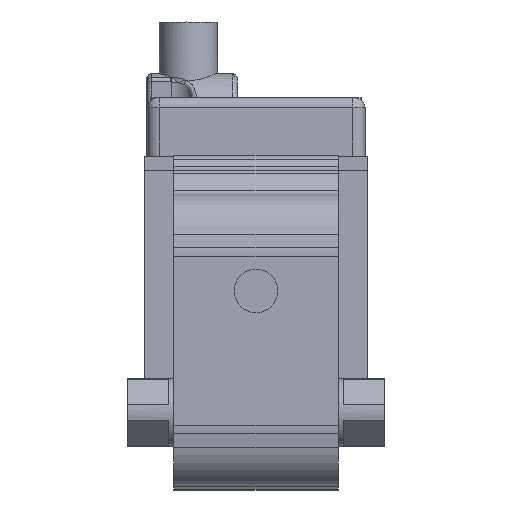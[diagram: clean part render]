
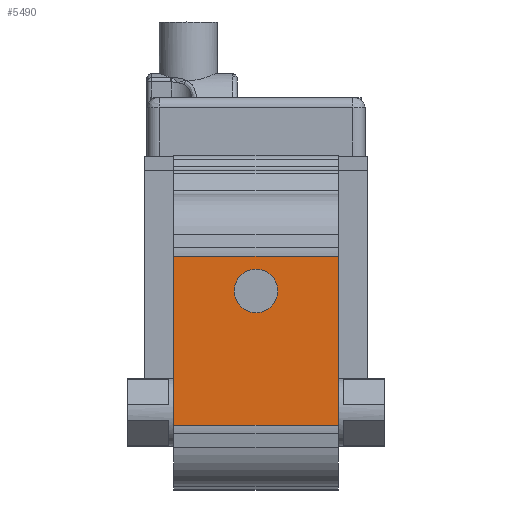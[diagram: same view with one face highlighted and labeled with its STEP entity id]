
A CAD part, top view. The second image highlights one B-rep face of the part: STEP entity #5490.
In plain terms, the highlighted planar face has unit normal (0, 0, 1).
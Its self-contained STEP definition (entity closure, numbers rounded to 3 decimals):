
#213=FACE_BOUND('',#1266,.T.);
#214=FACE_BOUND('',#1267,.T.);
#276=CIRCLE('',#5678,4.5);
#1266=EDGE_LOOP('',(#4404));
#1267=EDGE_LOOP('',(#4405,#4406,#4407,#4408));
#1616=LINE('',#8626,#2063);
#1684=LINE('',#8840,#2131);
#1718=LINE('',#8916,#2165);
#1719=LINE('',#8918,#2166);
#2063=VECTOR('',#6965,34.829);
#2131=VECTOR('',#7173,34.829);
#2165=VECTOR('',#7253,34.);
#2166=VECTOR('',#7256,34.);
#2388=VERTEX_POINT('',#8095);
#2564=VERTEX_POINT('',#8623);
#2565=VERTEX_POINT('',#8625);
#2640=VERTEX_POINT('',#8837);
#2641=VERTEX_POINT('',#8839);
#2920=EDGE_CURVE('',#2388,#2388,#276,.T.);
#3153=EDGE_CURVE('',#2565,#2564,#1616,.T.);
#3251=EDGE_CURVE('',#2641,#2640,#1684,.T.);
#3290=EDGE_CURVE('',#2564,#2641,#1718,.T.);
#3291=EDGE_CURVE('',#2565,#2640,#1719,.T.);
#4404=ORIENTED_EDGE('',*,*,#2920,.T.);
#4405=ORIENTED_EDGE('',*,*,#3153,.T.);
#4406=ORIENTED_EDGE('',*,*,#3290,.T.);
#4407=ORIENTED_EDGE('',*,*,#3251,.T.);
#4408=ORIENTED_EDGE('',*,*,#3291,.F.);
#5208=PLANE('',#6009);
#5490=ADVANCED_FACE('',(#213,#214),#5208,.T.);
#5678=AXIS2_PLACEMENT_3D('',#8096,#6374,#6375);
#6009=AXIS2_PLACEMENT_3D('',#8917,#7254,#7255);
#6374=DIRECTION('center_axis',(0.,0.,-1.));
#6375=DIRECTION('ref_axis',(-1.,0.,0.));
#6965=DIRECTION('',(0.,-1.,0.));
#7173=DIRECTION('',(0.,1.,0.));
#7253=DIRECTION('',(1.,0.,0.));
#7254=DIRECTION('center_axis',(0.,0.,1.));
#7255=DIRECTION('ref_axis',(0.,-1.,0.));
#7256=DIRECTION('',(1.,0.,0.));
#8095=CARTESIAN_POINT('',(4.5,25.,36.5));
#8096=CARTESIAN_POINT('Origin',(0.,25.,36.5));
#8623=CARTESIAN_POINT('',(-17.,-2.664,36.5));
#8625=CARTESIAN_POINT('',(-17.,32.164,36.5));
#8626=CARTESIAN_POINT('',(-17.,16.082,36.5));
#8837=CARTESIAN_POINT('',(17.,32.164,36.5));
#8839=CARTESIAN_POINT('',(17.,-2.664,36.5));
#8840=CARTESIAN_POINT('',(17.,16.082,36.5));
#8916=CARTESIAN_POINT('',(0.,-2.664,36.5));
#8917=CARTESIAN_POINT('Origin',(0.,32.164,36.5));
#8918=CARTESIAN_POINT('',(0.,32.164,36.5));
